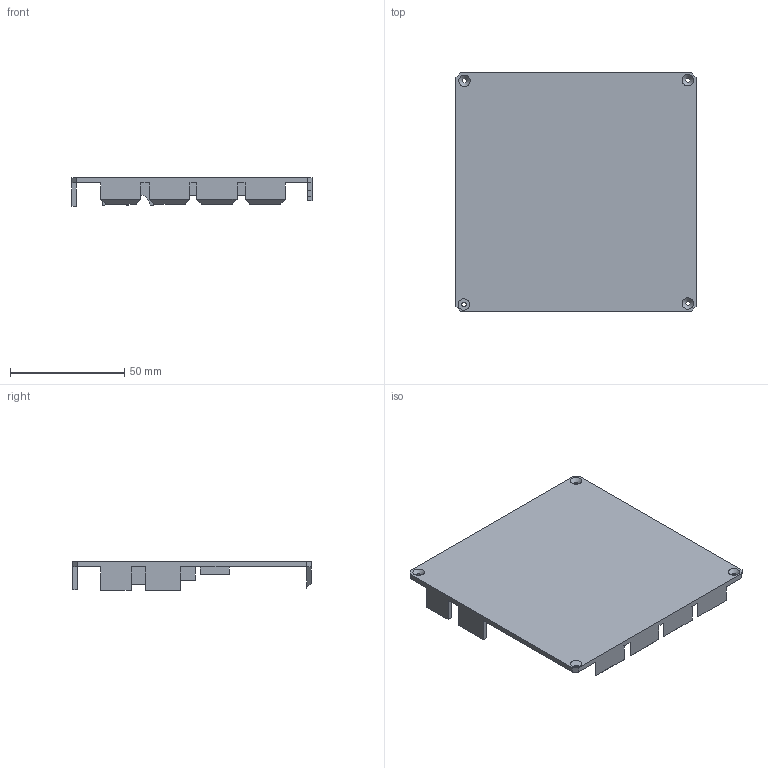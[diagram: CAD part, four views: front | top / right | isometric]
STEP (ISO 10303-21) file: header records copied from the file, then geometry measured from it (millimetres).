
FILE_DESCRIPTION(/* description */ (''),/* implementation_level */ '2;1');
FILE_NAME(/* name */ 'Lid.step',/* time_stamp */ '2024-04-13T20:32:25+02:00',/* author */ (''),/* organization */ (''),/* preprocessor_version */ 'ST-DEVELOPER v20',/* originating_system */ 'Autodesk Translation Framework v12.14.0.127',/* authorisation */ '');
FILE_SCHEMA (('AUTOMOTIVE_DESIGN { 1 0 10303 214 3 1 1 }'));
Length unit declared in the file: millimetre
Products named in the file (1): Lid
Bounding box: 105.11 x 104.38 x 12.45 mm (x, y, z)
Volume: 27737.3 mm3; surface area: 26403.7 mm2
Topology: 1 solids, 1 shells, 96 faces, 269 edges, 175 vertices
Faces by surface type: plane 82, cylinder 10, cone 4
Full cylindrical faces by diameter (mm): 2 x4
Entity records: 3082 total; most frequent: CARTESIAN_POINT 541, ORIENTED_EDGE 538, DIRECTION 487, EDGE_CURVE 269, LINE 245, VECTOR 245, VERTEX_POINT 175, AXIS2_PLACEMENT_3D 121
